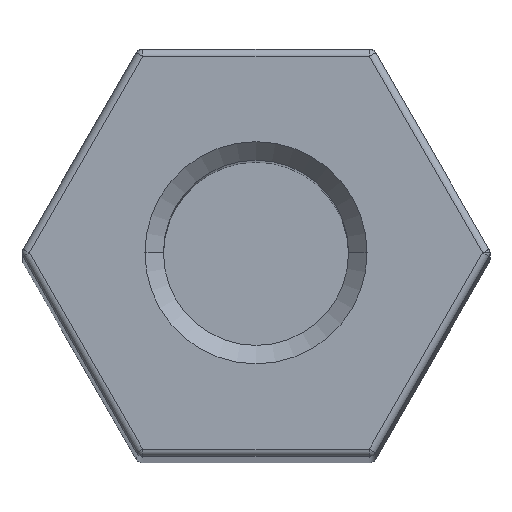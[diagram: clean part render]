
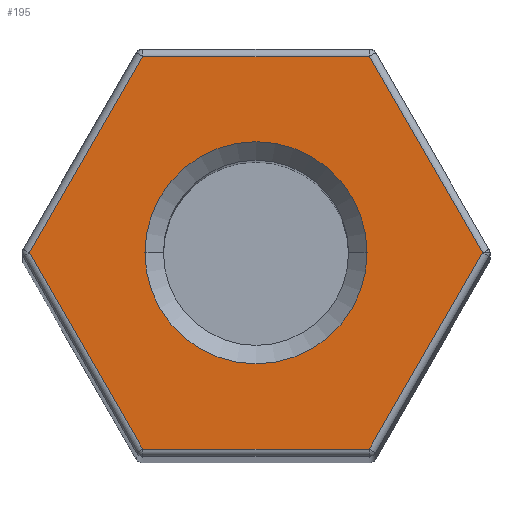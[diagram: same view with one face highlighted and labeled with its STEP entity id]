
A CAD part, top view. The second image highlights one B-rep face of the part: STEP entity #195.
In plain terms, the highlighted planar face has unit normal (0, 0, 1).
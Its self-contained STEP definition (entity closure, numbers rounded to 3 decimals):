
#9 = CARTESIAN_POINT ( 'NONE',  ( 3.089, 0.05, 50. ) ) ;
#41 = CARTESIAN_POINT ( 'NONE',  ( 1.588, -2.65, 50. ) ) ;
#52 = CARTESIAN_POINT ( 'NONE',  ( 0., 0., 50. ) ) ;
#93 = LINE ( 'NONE', #9, #405 ) ;
#101 = CARTESIAN_POINT ( 'NONE',  ( 1.5, 0., 50. ) ) ;
#117 = ORIENTED_EDGE ( 'NONE', *, *, #455, .T. ) ;
#151 = DIRECTION ( 'NONE',  ( 0.5, -0.866, 0. ) ) ;
#174 = DIRECTION ( 'NONE',  ( 1., 0., 0. ) ) ;
#179 = CARTESIAN_POINT ( 'NONE',  ( -3.089, -0.05, 50. ) ) ;
#195 = ADVANCED_FACE ( 'NONE', ( #1264, #1349 ), #604, .T. ) ;
#196 = EDGE_CURVE ( 'NONE', #1170, #624, #910, .T. ) ;
#202 = LINE ( 'NONE', #646, #1078 ) ;
#225 = CIRCLE ( 'NONE', #547, 1.5 ) ;
#239 = DIRECTION ( 'NONE',  ( 1., 0., 0. ) ) ;
#246 = VERTEX_POINT ( 'NONE', #101 ) ;
#252 = AXIS2_PLACEMENT_3D ( 'NONE', #794, #563, #551 ) ;
#269 = EDGE_CURVE ( 'NONE', #542, #543, #1008, .T. ) ;
#282 = EDGE_CURVE ( 'NONE', #543, #377, #93, .T. ) ;
#363 = DIRECTION ( 'NONE',  ( -0.5, 0.866, 0. ) ) ;
#377 = VERTEX_POINT ( 'NONE', #1145 ) ;
#405 = VECTOR ( 'NONE', #1289, 1000. ) ;
#448 = ORIENTED_EDGE ( 'NONE', *, *, #918, .T. ) ;
#455 = EDGE_CURVE ( 'NONE', #1144, #542, #1158, .T. ) ;
#487 = ORIENTED_EDGE ( 'NONE', *, *, #269, .T. ) ;
#517 = DIRECTION ( 'NONE',  ( -1., 0., 0. ) ) ;
#519 = AXIS2_PLACEMENT_3D ( 'NONE', #536, #1224, #664 ) ;
#523 = CARTESIAN_POINT ( 'NONE',  ( -1.588, 2.65, 50. ) ) ;
#524 = ORIENTED_EDGE ( 'NONE', *, *, #1213, .T. ) ;
#536 = CARTESIAN_POINT ( 'NONE',  ( 0., 0., 50. ) ) ;
#542 = VERTEX_POINT ( 'NONE', #1245 ) ;
#543 = VERTEX_POINT ( 'NONE', #690 ) ;
#547 = AXIS2_PLACEMENT_3D ( 'NONE', #52, #923, #174 ) ;
#551 = DIRECTION ( 'NONE',  ( 1., 0., 0. ) ) ;
#563 = DIRECTION ( 'NONE',  ( 0., 0., 1. ) ) ;
#583 = CARTESIAN_POINT ( 'NONE',  ( -1.53, 2.65, 50. ) ) ;
#604 = PLANE ( 'NONE',  #252 ) ;
#624 = VERTEX_POINT ( 'NONE', #583 ) ;
#646 = CARTESIAN_POINT ( 'NONE',  ( 1.501, 2.7, 50. ) ) ;
#653 = VECTOR ( 'NONE', #517, 1000. ) ;
#664 = DIRECTION ( 'NONE',  ( 1., 0., 0. ) ) ;
#683 = EDGE_LOOP ( 'NONE', ( #524, #743 ) ) ;
#690 = CARTESIAN_POINT ( 'NONE',  ( 1.53, -2.65, 50. ) ) ;
#696 = EDGE_LOOP ( 'NONE', ( #1023, #1246, #117, #487, #1038, #448 ) ) ;
#700 = VERTEX_POINT ( 'NONE', #830 ) ;
#739 = VECTOR ( 'NONE', #239, 1000. ) ;
#743 = ORIENTED_EDGE ( 'NONE', *, *, #953, .T. ) ;
#794 = CARTESIAN_POINT ( 'NONE',  ( 3.175, 0., 50. ) ) ;
#815 = VECTOR ( 'NONE', #1174, 1000. ) ;
#830 = CARTESIAN_POINT ( 'NONE',  ( -1.5, 0., 50. ) ) ;
#898 = CARTESIAN_POINT ( 'NONE',  ( -1.501, -2.7, 50. ) ) ;
#910 = LINE ( 'NONE', #523, #653 ) ;
#918 = EDGE_CURVE ( 'NONE', #377, #1170, #202, .T. ) ;
#923 = DIRECTION ( 'NONE',  ( 0., 0., -1. ) ) ;
#953 = EDGE_CURVE ( 'NONE', #700, #246, #1005, .T. ) ;
#1005 = CIRCLE ( 'NONE', #519, 1.5 ) ;
#1008 = LINE ( 'NONE', #41, #739 ) ;
#1020 = VECTOR ( 'NONE', #151, 1000. ) ;
#1023 = ORIENTED_EDGE ( 'NONE', *, *, #196, .T. ) ;
#1038 = ORIENTED_EDGE ( 'NONE', *, *, #282, .T. ) ;
#1069 = LINE ( 'NONE', #179, #815 ) ;
#1078 = VECTOR ( 'NONE', #363, 1000. ) ;
#1144 = VERTEX_POINT ( 'NONE', #1233 ) ;
#1145 = CARTESIAN_POINT ( 'NONE',  ( 3.06, 0., 50. ) ) ;
#1158 = LINE ( 'NONE', #898, #1020 ) ;
#1170 = VERTEX_POINT ( 'NONE', #1318 ) ;
#1174 = DIRECTION ( 'NONE',  ( -0.5, -0.866, 0. ) ) ;
#1213 = EDGE_CURVE ( 'NONE', #246, #700, #225, .T. ) ;
#1224 = DIRECTION ( 'NONE',  ( 0., 0., -1. ) ) ;
#1232 = EDGE_CURVE ( 'NONE', #624, #1144, #1069, .T. ) ;
#1233 = CARTESIAN_POINT ( 'NONE',  ( -3.06, 0., 50. ) ) ;
#1245 = CARTESIAN_POINT ( 'NONE',  ( -1.53, -2.65, 50. ) ) ;
#1246 = ORIENTED_EDGE ( 'NONE', *, *, #1232, .T. ) ;
#1264 = FACE_OUTER_BOUND ( 'NONE', #696, .T. ) ;
#1289 = DIRECTION ( 'NONE',  ( 0.5, 0.866, 0. ) ) ;
#1318 = CARTESIAN_POINT ( 'NONE',  ( 1.53, 2.65, 50. ) ) ;
#1349 = FACE_BOUND ( 'NONE', #683, .T. ) ;
